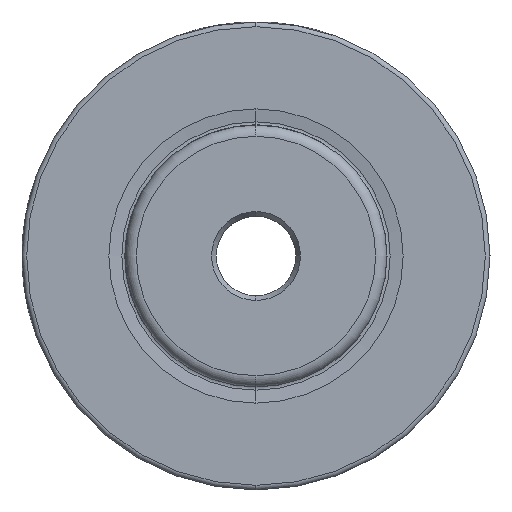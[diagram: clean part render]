
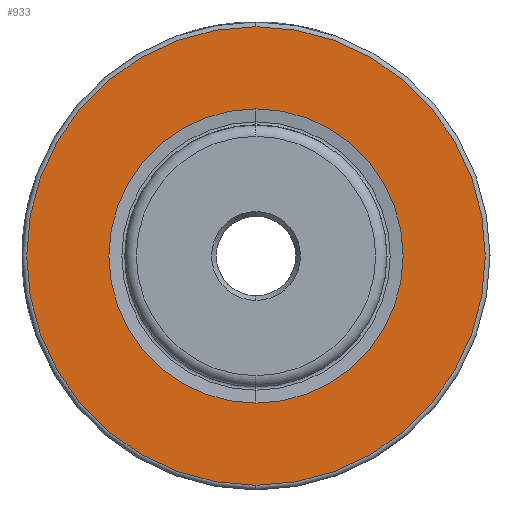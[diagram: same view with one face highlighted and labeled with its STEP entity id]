
A CAD part, left-side view. The second image highlights one B-rep face of the part: STEP entity #933.
In plain terms, the highlighted planar face has unit normal (-1, 0, 0).
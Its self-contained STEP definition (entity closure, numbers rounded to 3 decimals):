
#30 = CARTESIAN_POINT ( 'NONE',  ( 0., 0., 0. ) ) ;
#148 = CARTESIAN_POINT ( 'NONE',  ( 0., 15.715, 0. ) ) ;
#247 = CARTESIAN_POINT ( 'NONE',  ( 0., 0., 0. ) ) ;
#268 = EDGE_LOOP ( 'NONE', ( #3346, #2395 ) ) ;
#300 = DIRECTION ( 'NONE',  ( 0., 0., 1. ) ) ;
#521 = DIRECTION ( 'NONE',  ( 0., 0., 1. ) ) ;
#685 = PLANE ( 'NONE',  #894 ) ;
#827 = CIRCLE ( 'NONE', #1074, 15.715 ) ;
#894 = AXIS2_PLACEMENT_3D ( 'NONE', #148, #2548, #1008 ) ;
#933 = ADVANCED_FACE ( 'NONE', ( #2727, #3324 ), #685, .F. ) ;
#990 = CARTESIAN_POINT ( 'NONE',  ( 0., 0., -24.5 ) ) ;
#1008 = DIRECTION ( 'NONE',  ( 0., 0., -1. ) ) ;
#1054 = AXIS2_PLACEMENT_3D ( 'NONE', #247, #2142, #521 ) ;
#1074 = AXIS2_PLACEMENT_3D ( 'NONE', #1599, #3371, #1862 ) ;
#1075 = CIRCLE ( 'NONE', #2144, 15.715 ) ;
#1168 = VERTEX_POINT ( 'NONE', #990 ) ;
#1369 = CIRCLE ( 'NONE', #1054, 24.5 ) ;
#1386 = EDGE_CURVE ( 'NONE', #3216, #1808, #827, .T. ) ;
#1562 = CARTESIAN_POINT ( 'NONE',  ( 0., 0., 15.715 ) ) ;
#1590 = CARTESIAN_POINT ( 'NONE',  ( 0., 0., 0. ) ) ;
#1599 = CARTESIAN_POINT ( 'NONE',  ( 0., 0., 0. ) ) ;
#1678 = EDGE_CURVE ( 'NONE', #3316, #1168, #1848, .T. ) ;
#1767 = CARTESIAN_POINT ( 'NONE',  ( 0., 0., -15.715 ) ) ;
#1808 = VERTEX_POINT ( 'NONE', #1767 ) ;
#1838 = DIRECTION ( 'NONE',  ( 0., 0., 1. ) ) ;
#1848 = CIRCLE ( 'NONE', #1931, 24.5 ) ;
#1862 = DIRECTION ( 'NONE',  ( 0., 0., 1. ) ) ;
#1931 = AXIS2_PLACEMENT_3D ( 'NONE', #30, #1937, #300 ) ;
#1935 = EDGE_LOOP ( 'NONE', ( #2632, #2528 ) ) ;
#1937 = DIRECTION ( 'NONE',  ( -1., 0., 0. ) ) ;
#2142 = DIRECTION ( 'NONE',  ( -1., 0., 0. ) ) ;
#2144 = AXIS2_PLACEMENT_3D ( 'NONE', #1590, #3357, #1838 ) ;
#2395 = ORIENTED_EDGE ( 'NONE', *, *, #3248, .T. ) ;
#2406 = CARTESIAN_POINT ( 'NONE',  ( 0., 0., 24.5 ) ) ;
#2528 = ORIENTED_EDGE ( 'NONE', *, *, #2954, .F. ) ;
#2548 = DIRECTION ( 'NONE',  ( 1., 0., 0. ) ) ;
#2632 = ORIENTED_EDGE ( 'NONE', *, *, #1386, .F. ) ;
#2727 = FACE_BOUND ( 'NONE', #1935, .T. ) ;
#2954 = EDGE_CURVE ( 'NONE', #1808, #3216, #1075, .T. ) ;
#3216 = VERTEX_POINT ( 'NONE', #1562 ) ;
#3248 = EDGE_CURVE ( 'NONE', #1168, #3316, #1369, .T. ) ;
#3316 = VERTEX_POINT ( 'NONE', #2406 ) ;
#3324 = FACE_OUTER_BOUND ( 'NONE', #268, .T. ) ;
#3346 = ORIENTED_EDGE ( 'NONE', *, *, #1678, .T. ) ;
#3357 = DIRECTION ( 'NONE',  ( -1., 0., 0. ) ) ;
#3371 = DIRECTION ( 'NONE',  ( -1., 0., 0. ) ) ;
